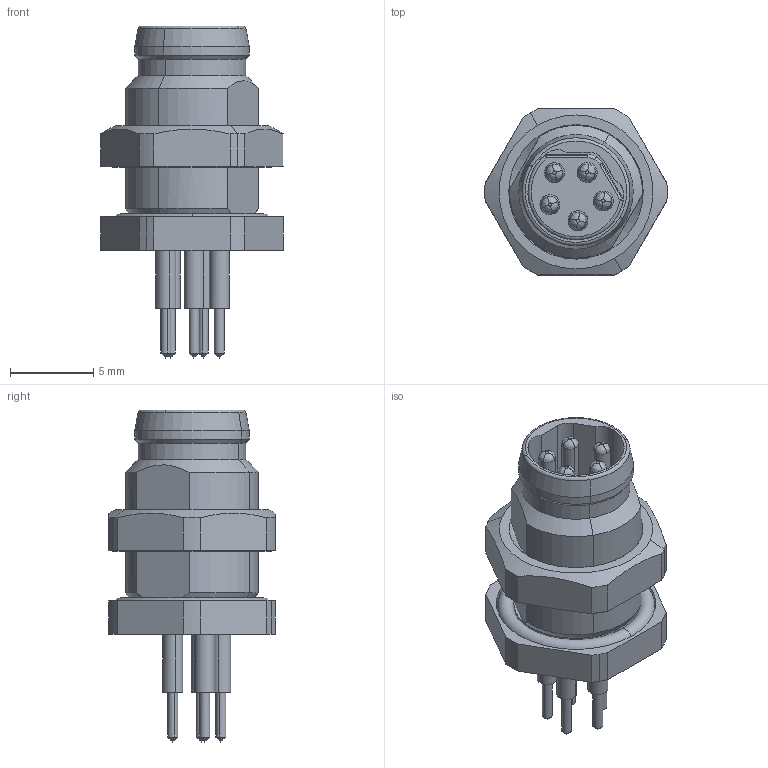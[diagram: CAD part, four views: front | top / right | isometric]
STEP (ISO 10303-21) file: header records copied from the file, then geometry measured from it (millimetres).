
FILE_DESCRIPTION(('CATIA V5 STEP Exchange','CAx-IF Rec.Pracs.--- Model Styling and Organization---1.4--- 2014-01-23'),'2;1');
FILE_NAME ('D1461759_1_2421590000_2421590000.stp','2021-01-05T05:05:23+00:00',('none'),('Weidmueller'),'CATIA Version 5-6 Release 2016 SP3 HF44','CATIA V5 STEP AP214','none');
FILE_SCHEMA(('AUTOMOTIVE_DESIGN { 1 0 10303 214 1 1 1 1 }'));
Length unit declared in the file: millimetre
Products named in the file (1): 2421590000
Bounding box: 11 x 10 x 20 mm (x, y, z)
Volume: 630.9 mm3; surface area: 1227.6 mm2
Topology: 12 solids, 12 shells, 346 faces, 784 edges, 482 vertices
Faces by surface type: cylinder 158, plane 85, cone 68, bspline 23, torus 10, sphere 2
Entity records: 10329 total; most frequent: CARTESIAN_POINT 3223, ORIENTED_EDGE 1548, DIRECTION 1186, EDGE_CURVE 774, AXIS2_PLACEMENT_3D 610, VERTEX_POINT 482, EDGE_LOOP 386, ADVANCED_FACE 346
